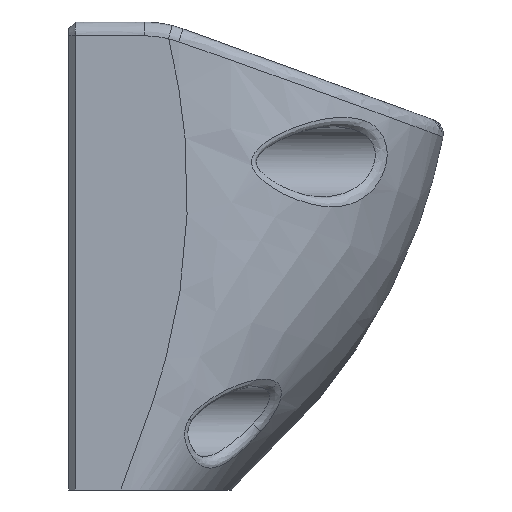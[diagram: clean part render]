
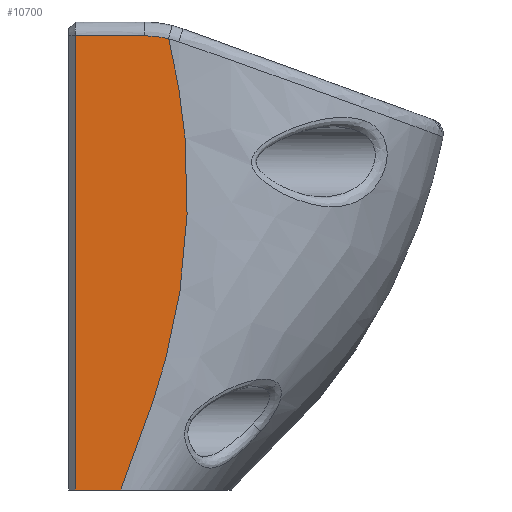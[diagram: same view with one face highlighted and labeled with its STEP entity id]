
A CAD part, left-side view. The second image highlights one B-rep face of the part: STEP entity #10700.
In plain terms, the highlighted planar face has unit normal (-1, 0, 0).
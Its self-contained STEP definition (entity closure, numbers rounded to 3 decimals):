
#1075=FACE_OUTER_BOUND('',#1713,.T.);
#1713=EDGE_LOOP('',(#9895,#9896,#9897,#9898,#9899));
#2399=B_SPLINE_CURVE_WITH_KNOTS('',3,(#21585,#21586,#21587,#21588,#21589,
#21590,#21591),.UNSPECIFIED.,.F.,.F.,(4,2,1,4),(0.,0.17,0.65,
0.964),.UNSPECIFIED.);
#2435=B_SPLINE_CURVE_WITH_KNOTS('',3,(#23262,#23263,#23264,#23265),
 .UNSPECIFIED.,.F.,.F.,(4,4),(0.1,1.165),
 .UNSPECIFIED.);
#2440=B_SPLINE_CURVE_WITH_KNOTS('',3,(#23318,#23319,#23320,#23321),
 .UNSPECIFIED.,.F.,.F.,(4,4),(1.165,1.541),
 .UNSPECIFIED.);
#3222=LINE('',#21003,#4034);
#3266=LINE('',#23756,#4078);
#4034=VECTOR('',#12105,10.);
#4078=VECTOR('',#12287,10.);
#5038=VERTEX_POINT('',#20977);
#5040=VERTEX_POINT('',#21001);
#5051=VERTEX_POINT('',#21570);
#5053=VERTEX_POINT('',#21584);
#5125=VERTEX_POINT('',#23261);
#6576=EDGE_CURVE('',#5040,#5038,#3222,.T.);
#6592=EDGE_CURVE('',#5053,#5051,#2399,.T.);
#6703=EDGE_CURVE('',#5038,#5125,#2435,.T.);
#6708=EDGE_CURVE('',#5125,#5051,#2440,.T.);
#6727=EDGE_CURVE('',#5040,#5053,#3266,.T.);
#9895=ORIENTED_EDGE('',*,*,#6576,.F.);
#9896=ORIENTED_EDGE('',*,*,#6727,.T.);
#9897=ORIENTED_EDGE('',*,*,#6592,.T.);
#9898=ORIENTED_EDGE('',*,*,#6708,.F.);
#9899=ORIENTED_EDGE('',*,*,#6703,.F.);
#10119=PLANE('',#10968);
#10700=ADVANCED_FACE('',(#1075),#10119,.T.);
#10968=AXIS2_PLACEMENT_3D('',#23755,#12285,#12286);
#12105=DIRECTION('',(0.,0.,1.));
#12285=DIRECTION('center_axis',(-1.,0.,0.));
#12286=DIRECTION('ref_axis',(0.,-1.,0.));
#12287=DIRECTION('',(0.,-1.,0.));
#20977=CARTESIAN_POINT('',(-37.,-38.55,69.873));
#21001=CARTESIAN_POINT('',(-37.,-38.55,0.));
#21003=CARTESIAN_POINT('',(-37.,-38.55,0.));
#21570=CARTESIAN_POINT('',(-37.,-52.919,69.409));
#21584=CARTESIAN_POINT('',(-37.,-45.55,0.));
#21585=CARTESIAN_POINT('Ctrl Pts',(-37.,-45.55,0.));
#21586=CARTESIAN_POINT('Ctrl Pts',(-37.,-46.979,3.931));
#21587=CARTESIAN_POINT('Ctrl Pts',(-37.,-48.408,7.863));
#21588=CARTESIAN_POINT('Ctrl Pts',(-37.,-53.876,22.888));
#21589=CARTESIAN_POINT('Ctrl Pts',(-37.,-57.223,42.429));
#21590=CARTESIAN_POINT('Ctrl Pts',(-37.,-54.765,61.924));
#21591=CARTESIAN_POINT('Ctrl Pts',(-37.,-52.919,69.409));
#23261=CARTESIAN_POINT('',(-37.,-49.197,69.873));
#23262=CARTESIAN_POINT('Ctrl Pts',(-37.,-38.55,69.873));
#23263=CARTESIAN_POINT('Ctrl Pts',(-37.,-42.099,69.873));
#23264=CARTESIAN_POINT('Ctrl Pts',(-37.,-45.648,69.873));
#23265=CARTESIAN_POINT('Ctrl Pts',(-37.,-49.197,69.873));
#23318=CARTESIAN_POINT('Ctrl Pts',(-37.,-49.197,69.873));
#23319=CARTESIAN_POINT('Ctrl Pts',(-37.,-50.451,69.873));
#23320=CARTESIAN_POINT('Ctrl Pts',(-37.,-51.704,69.717));
#23321=CARTESIAN_POINT('Ctrl Pts',(-37.,-52.919,69.409));
#23755=CARTESIAN_POINT('Origin',(-37.,-37.55,0.));
#23756=CARTESIAN_POINT('',(-37.,-37.55,0.));
